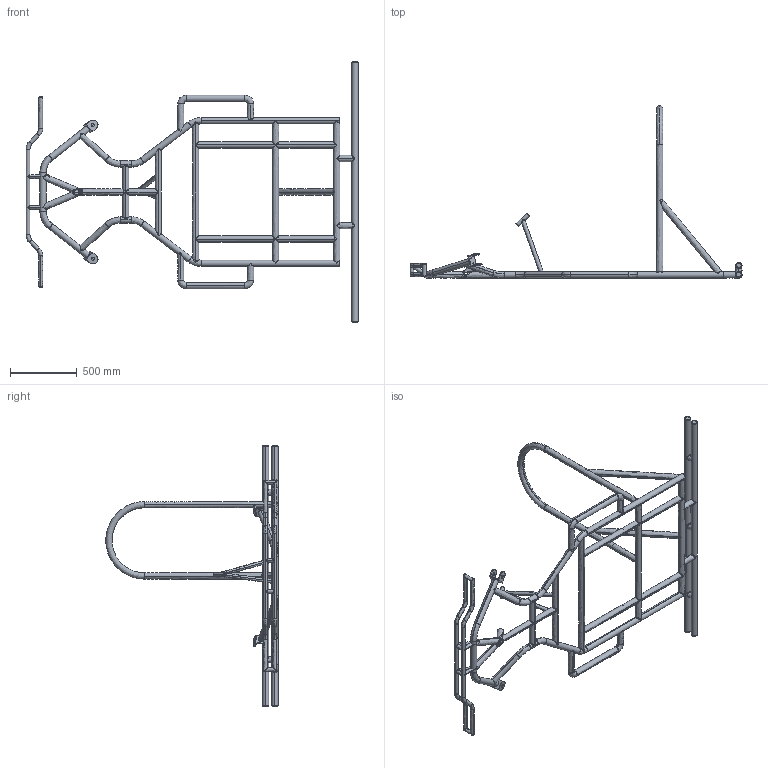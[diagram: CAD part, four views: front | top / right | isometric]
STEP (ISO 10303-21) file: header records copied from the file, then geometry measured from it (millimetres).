
FILE_DESCRIPTION(('FreeCAD Model'),'2;1');
FILE_NAME('Open CASCADE Shape Model','2025-05-04T20:18:13',('FreeCAD'),( 'FreeCAD'),'Open CASCADE STEP processor 7.6','FreeCAD','Unknown');
FILE_SCHEMA(('AUTOMOTIVE_DESIGN { 1 0 10303 214 1 1 1 1 }'));
Length unit declared in the file: millimetre
Products named in the file (1): Open CASCADE STEP translator 7.6 1
Bounding box: 2482.76 x 1288.5 x 1949.99 mm (x, y, z)
Volume: 17872375.7 mm3; surface area: 6866606.7 mm2
Topology: 94 solids, 94 shells, 645 faces, 1460 edges, 981 vertices
Faces by surface type: bspline 645
Entity records: 26538 total; most frequent: CARTESIAN_POINT 18014, ORIENTED_EDGE 2920, EDGE_CURVE 1460, VERTEX_POINT 981, FACE_BOUND 795, EDGE_LOOP 795, ADVANCED_FACE 645, B_SPLINE_CURVE_WITH_KNOTS 574
